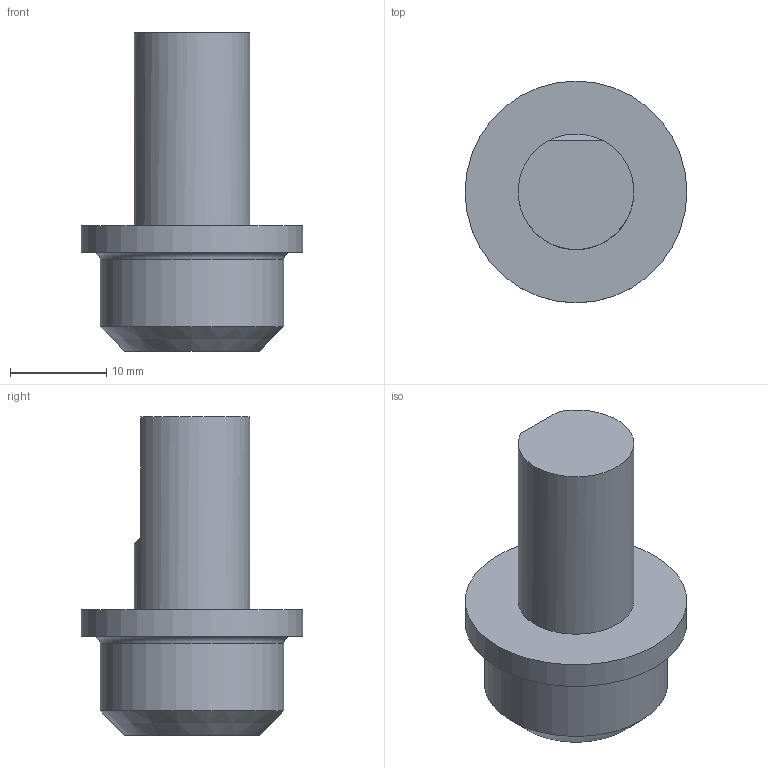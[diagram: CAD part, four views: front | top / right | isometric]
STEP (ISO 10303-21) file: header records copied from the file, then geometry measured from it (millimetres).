
FILE_DESCRIPTION(/* description */ (''),/* implementation_level */ '2;1');
FILE_NAME(/* name */ '05A7601204.stp',/* time_stamp */ '2014-09-16T16:51:44+05:00',/* author */ (''),/* organization */ (''),/* preprocessor_version */ 'ST-DEVELOPER v11',/* originating_system */ 'SIEMENS PLM Software NX 7.5',/* authorisation */ '');
FILE_SCHEMA (('AUTOMOTIVE_DESIGN { 1 0 10303 214 1 1 1 1 }'));
Length unit declared in the file: millimetre
Products named in the file (1): 05A7601204
Bounding box: 23 x 23 x 33 mm (x, y, z)
Volume: 5901.1 mm3; surface area: 2684 mm2
Topology: 2 solids, 2 shells, 16 faces, 32 edges, 22 vertices
Faces by surface type: plane 8, cylinder 5, cone 2, torus 1
Full cylindrical faces by diameter (mm): 4 x2, 12 x1, 19 x1, 23 x1
Entity records: 384 total; most frequent: DIRECTION 68, CARTESIAN_POINT 55, ORIENTED_EDGE 40, AXIS2_PLACEMENT_3D 31, EDGE_LOOP 28, FACE_BOUND 24, EDGE_CURVE 20, VERTEX_POINT 18
